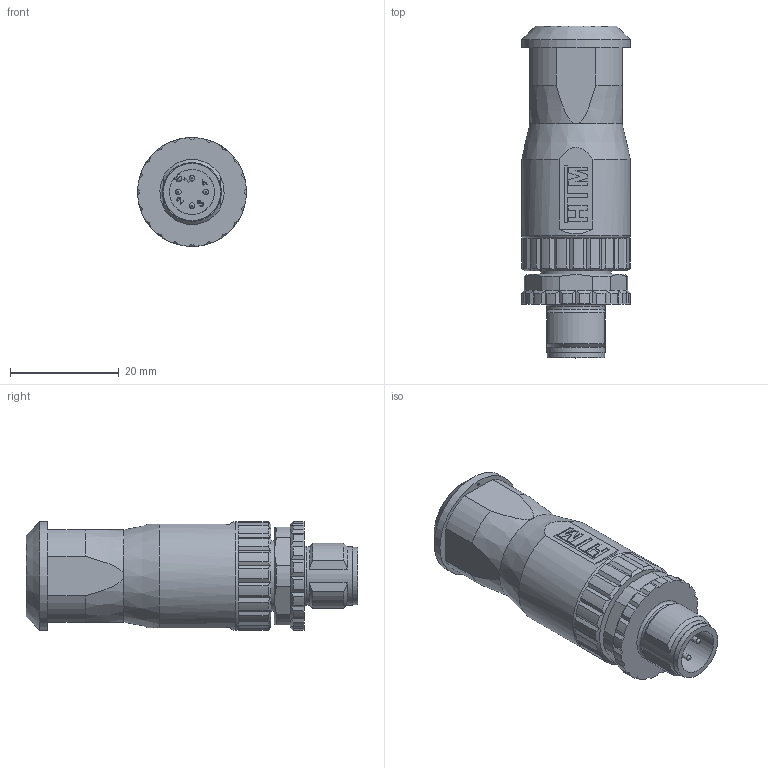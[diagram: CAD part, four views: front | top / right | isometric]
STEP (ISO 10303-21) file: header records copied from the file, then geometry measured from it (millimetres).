
FILE_DESCRIPTION(('FreeCAD Model'),'2;1');
FILE_NAME('FC-12MS4P-PG7_9.STP','2017-08-10T13:40:17',('CM'),( 'HTM Sensors'),'Open CASCADE STEP processor 6.8','FreeCAD','Unknown' );
FILE_SCHEMA(('CONFIG_CONTROL_DESIGN','SHAPE_APPEARANCE_LAYER_MIM'));
Length unit declared in the file: millimetre
Products named in the file (2): ASSEMBLY; FC-12MS4P-PG7/9
Assembly tree (1 placements, depth 2):
  ASSEMBLY
    FC-12MS4P-PG7/9
Bounding box: 20 x 61 x 20 mm (x, y, z)
Volume: 14843.9 mm3; surface area: 4751.5 mm2
Topology: 1 solids, 1 shells, 299 faces, 815 edges, 539 vertices
Faces by surface type: plane 188, cylinder 66, bspline 30, cone 13, torus 2
Full cylindrical faces by diameter (mm): 0.5 x1, 1.01 x4, 8.3 x1, 10.5 x1, 10.8 x1, 13 x1, 20 x2
Entity records: 35782 total; most frequent: CARTESIAN_POINT 19214, DIRECTION 2178, ORIENTED_EDGE 1630, PCURVE 1630, DEFINITIONAL_REPRESENTATION 1630, LINE 1236, VECTOR 1236, EDGE_CURVE 815
